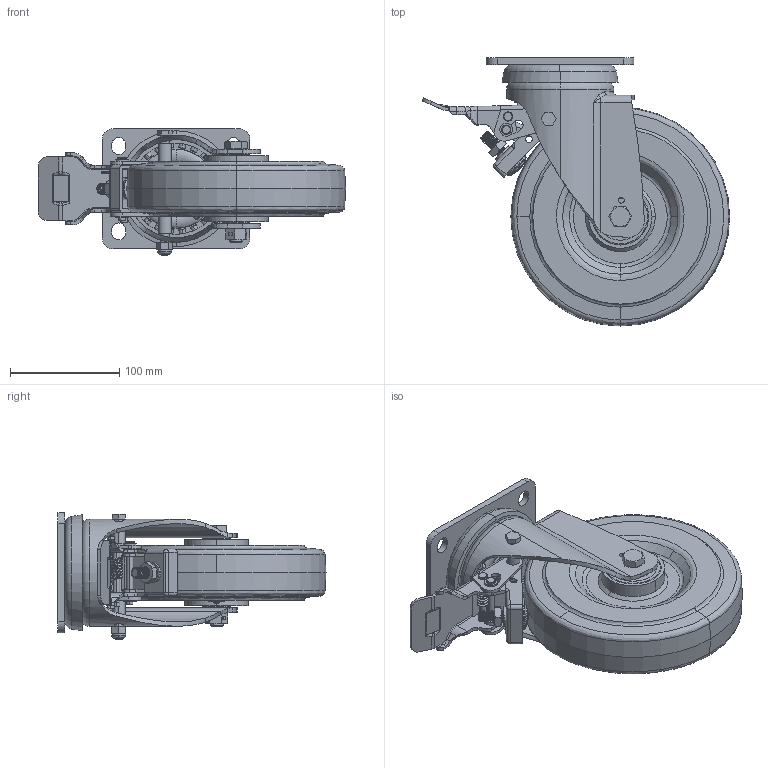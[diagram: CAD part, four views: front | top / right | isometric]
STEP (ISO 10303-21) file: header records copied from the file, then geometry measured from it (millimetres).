
FILE_DESCRIPTION (( 'STEP AP214' ), '1' );
FILE_NAME ('0047324_L-IHB-EGS-200-K-3-DSV_(A-03).step', '2019-06-19T09:51:12', ( 'Windows-Benutzer' ), ( '' ), 'SwSTEP 2.0', 'SolidWorks 2018', '' );
FILE_SCHEMA (( 'AUTOMOTIVE_DESIGN' ));
Length unit declared in the file: millimetre
Products named in the file (1): 0047324_L-IHB-EGS-200-K-3-DSV_(A-03)
Bounding box: 280.97 x 245 x 116 mm (x, y, z)
Volume: 1883257.9 mm3; surface area: 264788.6 mm2
Topology: 26 solids, 32 shells, 1201 faces, 3033 edges, 1927 vertices
Faces by surface type: cylinder 534, plane 363, cone 114, bspline 112, torus 74, sphere 4
Entity records: 73648 total; most frequent: CARTESIAN_POINT 32092, ORIENTED_EDGE 6046, DIRECTION 5540, EDGE_CURVE 3023, AXIS2_PLACEMENT_3D 2116, VERTEX_POINT 1927, EDGE_LOOP 1336, LINE 1308
